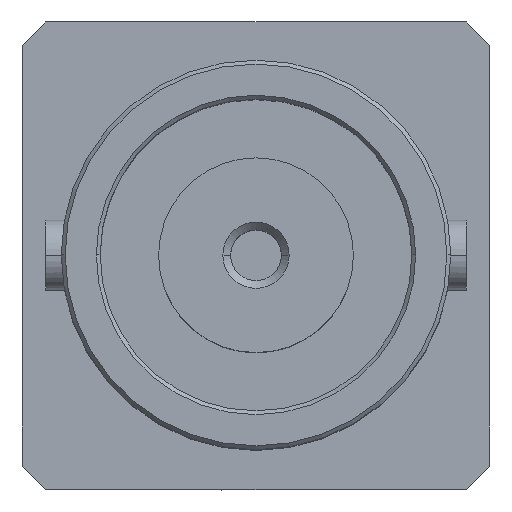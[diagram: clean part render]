
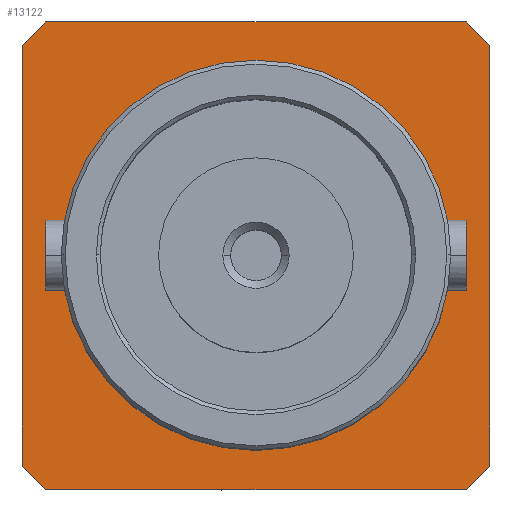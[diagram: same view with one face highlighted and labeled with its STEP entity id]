
A CAD part, top view. The second image highlights one B-rep face of the part: STEP entity #13122.
In plain terms, the highlighted planar face has unit normal (0, 0, 1).
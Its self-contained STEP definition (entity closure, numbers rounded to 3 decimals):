
#135 = EDGE_CURVE ( 'NONE', #10592, #1112, #885, .T. ) ;
#269 = EDGE_LOOP ( 'NONE', ( #9981, #4570, #1011, #12960, #4340, #13930, #2360, #7654 ) ) ;
#294 = AXIS2_PLACEMENT_3D ( 'NONE', #11115, #3416, #7690 ) ;
#319 = AXIS2_PLACEMENT_3D ( 'NONE', #10934, #1280, #11280 ) ;
#423 = CARTESIAN_POINT ( 'NONE',  ( -6., -6., 3.4 ) ) ;
#558 = LINE ( 'NONE', #423, #9008 ) ;
#794 = LINE ( 'NONE', #10730, #4864 ) ;
#885 = LINE ( 'NONE', #8459, #8418 ) ;
#1011 = ORIENTED_EDGE ( 'NONE', *, *, #5787, .T. ) ;
#1112 = VERTEX_POINT ( 'NONE', #2487 ) ;
#1260 = EDGE_CURVE ( 'NONE', #13514, #6835, #558, .T. ) ;
#1280 = DIRECTION ( 'NONE',  ( 0., 0., 1. ) ) ;
#1304 = CARTESIAN_POINT ( 'NONE',  ( -6., 6., 3.4 ) ) ;
#1722 = CARTESIAN_POINT ( 'NONE',  ( 0., 0., 3.4 ) ) ;
#2360 = ORIENTED_EDGE ( 'NONE', *, *, #135, .T. ) ;
#2487 = CARTESIAN_POINT ( 'NONE',  ( 6., 5.4, 3.4 ) ) ;
#2676 = VECTOR ( 'NONE', #13659, 1000. ) ;
#2847 = CARTESIAN_POINT ( 'NONE',  ( -5.4, -6., 3.4 ) ) ;
#2877 = ORIENTED_EDGE ( 'NONE', *, *, #5702, .F. ) ;
#3223 = EDGE_CURVE ( 'NONE', #9789, #13392, #794, .T. ) ;
#3224 = DIRECTION ( 'NONE',  ( -0.707, 0.707, 0. ) ) ;
#3284 = LINE ( 'NONE', #10556, #5689 ) ;
#3302 = PLANE ( 'NONE',  #319 ) ;
#3385 = DIRECTION ( 'NONE',  ( 0., -1., 0. ) ) ;
#3416 = DIRECTION ( 'NONE',  ( 0., 0., 1. ) ) ;
#3550 = CARTESIAN_POINT ( 'NONE',  ( 5.4, -6., 3.4 ) ) ;
#3715 = CARTESIAN_POINT ( 'NONE',  ( 6., -5.4, 3.4 ) ) ;
#3912 = CARTESIAN_POINT ( 'NONE',  ( 5., 0., 3.4 ) ) ;
#4029 = DIRECTION ( 'NONE',  ( -0.707, -0.707, 0. ) ) ;
#4340 = ORIENTED_EDGE ( 'NONE', *, *, #1260, .T. ) ;
#4570 = ORIENTED_EDGE ( 'NONE', *, *, #3223, .T. ) ;
#4864 = VECTOR ( 'NONE', #4029, 1000. ) ;
#5291 = EDGE_CURVE ( 'NONE', #6835, #10592, #3284, .T. ) ;
#5689 = VECTOR ( 'NONE', #9482, 1000. ) ;
#5702 = EDGE_CURVE ( 'NONE', #10843, #12516, #11348, .T. ) ;
#5761 = CARTESIAN_POINT ( 'NONE',  ( 5.4, 6., 3.4 ) ) ;
#5787 = EDGE_CURVE ( 'NONE', #13392, #11461, #6395, .T. ) ;
#6339 = CIRCLE ( 'NONE', #294, 5. ) ;
#6387 = LINE ( 'NONE', #11830, #11464 ) ;
#6395 = LINE ( 'NONE', #8721, #6602 ) ;
#6419 = DIRECTION ( 'NONE',  ( 0., 1., 0. ) ) ;
#6602 = VECTOR ( 'NONE', #3385, 1000. ) ;
#6835 = VERTEX_POINT ( 'NONE', #3550 ) ;
#6944 = EDGE_LOOP ( 'NONE', ( #2877, #13633 ) ) ;
#7217 = CARTESIAN_POINT ( 'NONE',  ( -6., -5.4, 3.4 ) ) ;
#7437 = VECTOR ( 'NONE', #8737, 1000. ) ;
#7654 = ORIENTED_EDGE ( 'NONE', *, *, #11240, .T. ) ;
#7690 = DIRECTION ( 'NONE',  ( 1., 0., 0. ) ) ;
#8288 = DIRECTION ( 'NONE',  ( 0., 0., 1. ) ) ;
#8418 = VECTOR ( 'NONE', #6419, 1000. ) ;
#8459 = CARTESIAN_POINT ( 'NONE',  ( 6., 6., 3.4 ) ) ;
#8721 = CARTESIAN_POINT ( 'NONE',  ( -6., 6., 3.4 ) ) ;
#8737 = DIRECTION ( 'NONE',  ( -1., 0., 0. ) ) ;
#8991 = DIRECTION ( 'NONE',  ( 1., 0., 0. ) ) ;
#9008 = VECTOR ( 'NONE', #8991, 1000. ) ;
#9136 = CARTESIAN_POINT ( 'NONE',  ( -5.7, -5.7, 3.4 ) ) ;
#9482 = DIRECTION ( 'NONE',  ( 0.707, 0.707, 0. ) ) ;
#9789 = VERTEX_POINT ( 'NONE', #13737 ) ;
#9981 = ORIENTED_EDGE ( 'NONE', *, *, #13622, .T. ) ;
#10160 = LINE ( 'NONE', #1304, #7437 ) ;
#10172 = CARTESIAN_POINT ( 'NONE',  ( -5., 0., 3.4 ) ) ;
#10556 = CARTESIAN_POINT ( 'NONE',  ( 5.7, -5.7, 3.4 ) ) ;
#10592 = VERTEX_POINT ( 'NONE', #3715 ) ;
#10730 = CARTESIAN_POINT ( 'NONE',  ( -5.7, 5.7, 3.4 ) ) ;
#10843 = VERTEX_POINT ( 'NONE', #10172 ) ;
#10934 = CARTESIAN_POINT ( 'NONE',  ( 0., 0., 3.4 ) ) ;
#11010 = FACE_BOUND ( 'NONE', #6944, .T. ) ;
#11115 = CARTESIAN_POINT ( 'NONE',  ( 0., 0., 3.4 ) ) ;
#11240 = EDGE_CURVE ( 'NONE', #1112, #13073, #6387, .T. ) ;
#11280 = DIRECTION ( 'NONE',  ( 1., 0., 0. ) ) ;
#11348 = CIRCLE ( 'NONE', #13395, 5. ) ;
#11461 = VERTEX_POINT ( 'NONE', #7217 ) ;
#11464 = VECTOR ( 'NONE', #3224, 1000. ) ;
#11518 = EDGE_CURVE ( 'NONE', #11461, #13514, #13522, .T. ) ;
#11638 = DIRECTION ( 'NONE',  ( 1., 0., 0. ) ) ;
#11670 = CARTESIAN_POINT ( 'NONE',  ( -6., 5.4, 3.4 ) ) ;
#11830 = CARTESIAN_POINT ( 'NONE',  ( 5.7, 5.7, 3.4 ) ) ;
#12122 = FACE_OUTER_BOUND ( 'NONE', #269, .T. ) ;
#12516 = VERTEX_POINT ( 'NONE', #3912 ) ;
#12590 = EDGE_CURVE ( 'NONE', #12516, #10843, #6339, .T. ) ;
#12960 = ORIENTED_EDGE ( 'NONE', *, *, #11518, .T. ) ;
#13073 = VERTEX_POINT ( 'NONE', #5761 ) ;
#13122 = ADVANCED_FACE ( 'NONE', ( #11010, #12122 ), #3302, .T. ) ;
#13392 = VERTEX_POINT ( 'NONE', #11670 ) ;
#13395 = AXIS2_PLACEMENT_3D ( 'NONE', #1722, #8288, #11638 ) ;
#13514 = VERTEX_POINT ( 'NONE', #2847 ) ;
#13522 = LINE ( 'NONE', #9136, #2676 ) ;
#13622 = EDGE_CURVE ( 'NONE', #13073, #9789, #10160, .T. ) ;
#13633 = ORIENTED_EDGE ( 'NONE', *, *, #12590, .F. ) ;
#13659 = DIRECTION ( 'NONE',  ( 0.707, -0.707, 0. ) ) ;
#13737 = CARTESIAN_POINT ( 'NONE',  ( -5.4, 6., 3.4 ) ) ;
#13930 = ORIENTED_EDGE ( 'NONE', *, *, #5291, .T. ) ;
